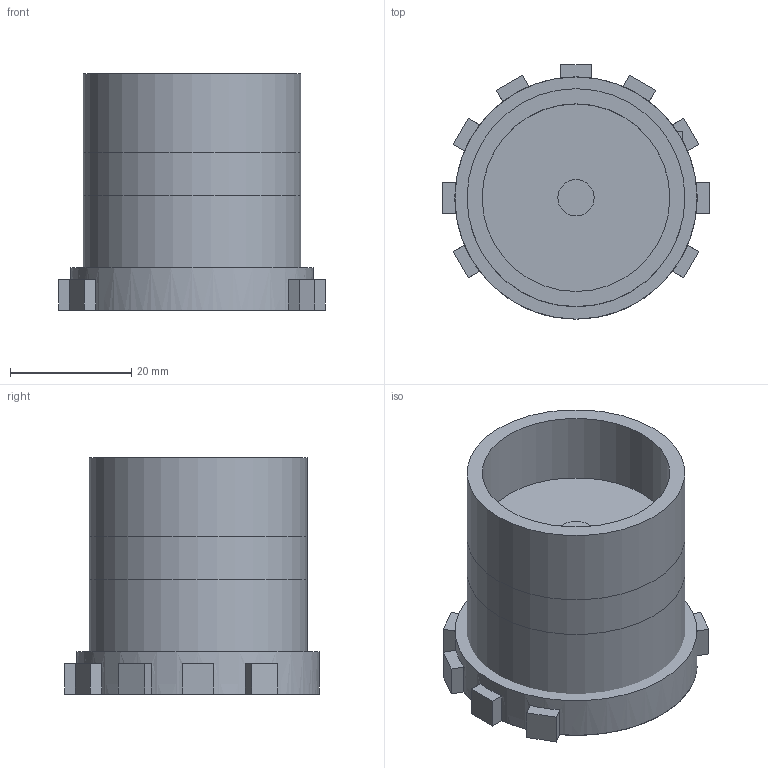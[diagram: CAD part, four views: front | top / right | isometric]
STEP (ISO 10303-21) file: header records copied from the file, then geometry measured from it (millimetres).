
FILE_DESCRIPTION(('FreeCAD Model'),'2;1');
FILE_NAME('Open CASCADE Shape Model','2024-09-04T12:54:10',(''),(''), 'Open CASCADE STEP processor 7.6','FreeCAD','Unknown');
FILE_SCHEMA(('AUTOMOTIVE_DESIGN { 1 0 10303 214 1 1 1 1 }'));
Length unit declared in the file: millimetre
Products named in the file (30): plug; cylinder; cylinder001; union; cylinder002; cylinder003; difference; square; RefineRotateExtrude; RotateExtrude; square001; RefineRotateExtrude001; RotateExtrude001; cylinder004; cylinder005; cylinder006; cube; cube001; cube002; cube003; cube004; cube005; cube006; cube007; cube008; Group; difference001; union001; difference002; union002
Assembly tree (29 placements, depth 2):
  plug
    cylinder
    cylinder001
    union
    cylinder002
    cylinder003
    difference
    square
    RefineRotateExtrude
    RotateExtrude
    square001
    RefineRotateExtrude001
    RotateExtrude001
    cylinder004
    cylinder005
    cylinder006
    cube
    cube001
    cube002
    cube003
    cube004
    cube005
    cube006
    cube007
    cube008
    Group
    difference001
    union001
    difference002
    union002
Bounding box: 44 x 42 x 39 mm (x, y, z)
Surface area: 57103.9 mm2
Topology: 37 solids, 41 shells, 353 faces, 810 edges, 539 vertices
Faces by surface type: plane 307, cylinder 46
Full cylindrical faces by diameter (mm): 6 x3, 31 x4, 31.2 x6, 35 x11, 35.2 x4, 36 x3, 38 x2, 40 x3
Entity records: 10828 total; most frequent: DIRECTION 1784, CARTESIAN_POINT 1732, ORIENTED_EDGE 1604, EDGE_CURVE 810, LINE 602, VECTOR 602, AXIS2_PLACEMENT_3D 591, VERTEX_POINT 539
